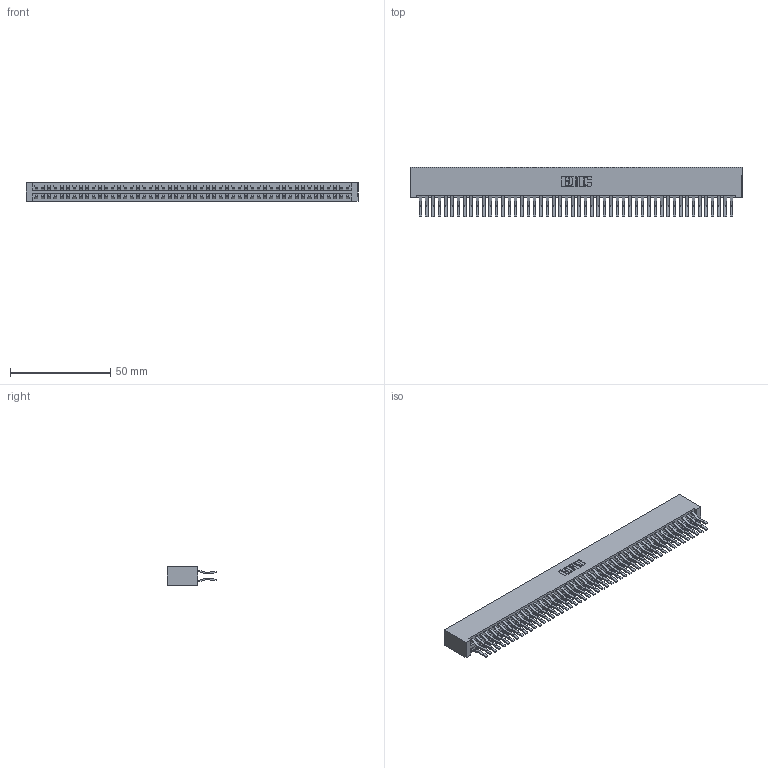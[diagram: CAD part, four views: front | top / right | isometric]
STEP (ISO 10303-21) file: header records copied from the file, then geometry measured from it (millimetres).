
FILE_DESCRIPTION (( 'STEP AP203' ), '1' );
FILE_NAME ('396-100-560-201.STEP', '2019-10-31T06:01:53', ( '' ), ( '' ), 'SwSTEP 2.0', 'SolidWorks 2016', '' );
FILE_SCHEMA (( 'CONFIG_CONTROL_DESIGN' ));
Length unit declared in the file: inch
Products named in the file (3): 396-100-560-201; 345-292-001_560 Tail; 346 Part_No Mounting Lugs
Assembly tree (101 placements, depth 2):
  396-100-560-201
    346 Part_No Mounting Lugs
    345-292-001_560 Tail  x100
Bounding box: 165.99 x 24.78 x 9.4 mm (x, y, z)
Volume: 17476.9 mm3; surface area: 26060.8 mm2
Topology: 101 solids, 101 shells, 5514 faces, 16405 edges, 10802 vertices
Faces by surface type: plane 3572, cylinder 1942
Entity records: 31365 total; most frequent: CARTESIAN_POINT 5156, ORIENTED_EDGE 5090, DIRECTION 4593, EDGE_CURVE 2545, LINE 2217, VECTOR 2217, VERTEX_POINT 1694, AXIS2_PLACEMENT_3D 1188
